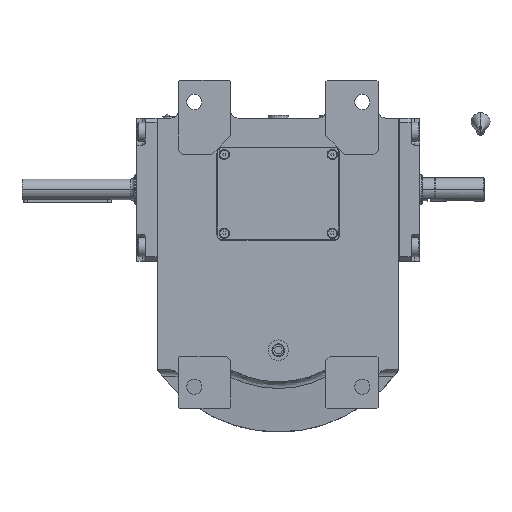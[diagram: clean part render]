
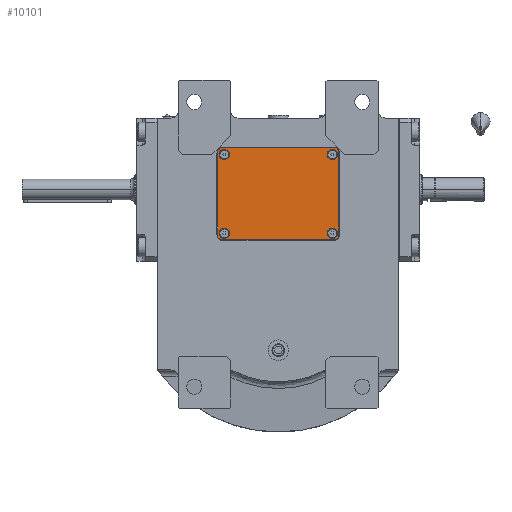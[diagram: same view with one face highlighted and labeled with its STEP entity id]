
A CAD part, front view. The second image highlights one B-rep face of the part: STEP entity #10101.
In plain terms, the highlighted face is planar.
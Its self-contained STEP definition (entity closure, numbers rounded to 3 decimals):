
#18 = ORIENTED_EDGE ( 'NONE', *, *, #16990, .F. ) ;
#115 = EDGE_CURVE ( 'NONE', #5258, #36462, #10067, .T. ) ;
#1466 = VERTEX_POINT ( 'NONE', #25540 ) ;
#1956 = AXIS2_PLACEMENT_3D ( 'NONE', #29635, #58620, #20281 ) ;
#2176 = DIRECTION ( 'NONE',  ( 0.707, -0.707, 0. ) ) ;
#2529 = FACE_BOUND ( 'NONE', #3743, .T. ) ;
#2937 = VERTEX_POINT ( 'NONE', #15288 ) ;
#3318 = CIRCLE ( 'NONE', #16681, 3.5 ) ;
#3743 = EDGE_LOOP ( 'NONE', ( #43857, #20798 ) ) ;
#4569 = DIRECTION ( 'NONE',  ( 0., 0., 1. ) ) ;
#5115 = CARTESIAN_POINT ( 'NONE',  ( 41.5, 29.5, 3. ) ) ;
#5258 = VERTEX_POINT ( 'NONE', #21813 ) ;
#5449 = AXIS2_PLACEMENT_3D ( 'NONE', #37437, #23207, #18020 ) ;
#6224 = CARTESIAN_POINT ( 'NONE',  ( -37., 27., 3. ) ) ;
#6979 = CIRCLE ( 'NONE', #16233, 3.5 ) ;
#6987 = CARTESIAN_POINT ( 'NONE',  ( -41.5, -29.5, 3. ) ) ;
#7928 = DIRECTION ( 'NONE',  ( 0., 0., 1. ) ) ;
#9321 = CARTESIAN_POINT ( 'NONE',  ( 33.5, 27., 3. ) ) ;
#10067 = LINE ( 'NONE', #51218, #24862 ) ;
#10087 = DIRECTION ( 'NONE',  ( 1., 0., 0. ) ) ;
#10101 = ADVANCED_FACE ( 'NONE', ( #17307, #32497, #2529, #36682, #17624 ), #21552, .T. ) ;
#10421 = DIRECTION ( 'NONE',  ( 0., 0., 1. ) ) ;
#10575 = VERTEX_POINT ( 'NONE', #37245 ) ;
#10607 = VECTOR ( 'NONE', #37390, 1000. ) ;
#10959 = CARTESIAN_POINT ( 'NONE',  ( 37., -27., 3. ) ) ;
#11578 = VERTEX_POINT ( 'NONE', #26493 ) ;
#13764 = ORIENTED_EDGE ( 'NONE', *, *, #21817, .F. ) ;
#14104 = VECTOR ( 'NONE', #10087, 1000. ) ;
#14129 = VERTEX_POINT ( 'NONE', #33320 ) ;
#15288 = CARTESIAN_POINT ( 'NONE',  ( -41.5, 29.5, 3. ) ) ;
#15932 = EDGE_CURVE ( 'NONE', #53798, #24262, #36725, .T. ) ;
#16233 = AXIS2_PLACEMENT_3D ( 'NONE', #60374, #31048, #46206 ) ;
#16681 = AXIS2_PLACEMENT_3D ( 'NONE', #60439, #55615, #50784 ) ;
#16795 = VECTOR ( 'NONE', #2176, 1000. ) ;
#16990 = EDGE_CURVE ( 'NONE', #58835, #11578, #25438, .T. ) ;
#17066 = CARTESIAN_POINT ( 'NONE',  ( 39.5, -31.5, 3. ) ) ;
#17307 = FACE_OUTER_BOUND ( 'NONE', #58411, .T. ) ;
#17442 = EDGE_CURVE ( 'NONE', #40162, #22678, #51369, .T. ) ;
#17528 = VERTEX_POINT ( 'NONE', #5115 ) ;
#17591 = CARTESIAN_POINT ( 'NONE',  ( -39.5, 31.5, 3. ) ) ;
#17624 = FACE_BOUND ( 'NONE', #25528, .T. ) ;
#18020 = DIRECTION ( 'NONE',  ( -1., 0., 0. ) ) ;
#20281 = DIRECTION ( 'NONE',  ( 1., 0., 0. ) ) ;
#20798 = ORIENTED_EDGE ( 'NONE', *, *, #33481, .F. ) ;
#21058 = ORIENTED_EDGE ( 'NONE', *, *, #115, .T. ) ;
#21073 = CARTESIAN_POINT ( 'NONE',  ( 37., 27., 3. ) ) ;
#21552 = PLANE ( 'NONE',  #58229 ) ;
#21813 = CARTESIAN_POINT ( 'NONE',  ( 39.5, 31.5, 3. ) ) ;
#21817 = EDGE_CURVE ( 'NONE', #22678, #40162, #33233, .T. ) ;
#22130 = EDGE_CURVE ( 'NONE', #10575, #38420, #60206, .T. ) ;
#22194 = CARTESIAN_POINT ( 'NONE',  ( 0., 0., 3. ) ) ;
#22450 = EDGE_CURVE ( 'NONE', #11578, #58835, #3318, .T. ) ;
#22678 = VERTEX_POINT ( 'NONE', #43030 ) ;
#23207 = DIRECTION ( 'NONE',  ( 0., 0., 1. ) ) ;
#23816 = LINE ( 'NONE', #29623, #48592 ) ;
#24262 = VERTEX_POINT ( 'NONE', #50097 ) ;
#24676 = EDGE_CURVE ( 'NONE', #17528, #5258, #50631, .T. ) ;
#24862 = VECTOR ( 'NONE', #59401, 1000. ) ;
#24912 = LINE ( 'NONE', #59383, #55239 ) ;
#25244 = DIRECTION ( 'NONE',  ( 0., 1., 0. ) ) ;
#25282 = DIRECTION ( 'NONE',  ( 1., 0., 0. ) ) ;
#25283 = CARTESIAN_POINT ( 'NONE',  ( -39.5, -31.5, 3. ) ) ;
#25438 = CIRCLE ( 'NONE', #48052, 3.5 ) ;
#25528 = EDGE_LOOP ( 'NONE', ( #54943, #13764 ) ) ;
#25540 = CARTESIAN_POINT ( 'NONE',  ( 40.5, 27., 3. ) ) ;
#26493 = CARTESIAN_POINT ( 'NONE',  ( 40.5, -27., 3. ) ) ;
#27945 = CARTESIAN_POINT ( 'NONE',  ( -37., 27., 3. ) ) ;
#28554 = CARTESIAN_POINT ( 'NONE',  ( 33.5, -27., 3. ) ) ;
#29623 = CARTESIAN_POINT ( 'NONE',  ( -39.5, 31.5, 3. ) ) ;
#29635 = CARTESIAN_POINT ( 'NONE',  ( -37., -27., 3. ) ) ;
#30302 = EDGE_CURVE ( 'NONE', #24262, #17528, #24912, .T. ) ;
#30796 = ORIENTED_EDGE ( 'NONE', *, *, #30302, .T. ) ;
#30956 = EDGE_CURVE ( 'NONE', #38420, #53798, #45252, .T. ) ;
#31048 = DIRECTION ( 'NONE',  ( 0., 0., 1. ) ) ;
#32102 = VERTEX_POINT ( 'NONE', #39133 ) ;
#32497 = FACE_BOUND ( 'NONE', #50824, .T. ) ;
#33180 = CARTESIAN_POINT ( 'NONE',  ( -41.5, 29.5, 3. ) ) ;
#33233 = CIRCLE ( 'NONE', #5449, 3.5 ) ;
#33320 = CARTESIAN_POINT ( 'NONE',  ( -40.5, 27., 3. ) ) ;
#33481 = EDGE_CURVE ( 'NONE', #14129, #32102, #55542, .T. ) ;
#35178 = DIRECTION ( 'NONE',  ( -0.707, 0.707, 0. ) ) ;
#36367 = DIRECTION ( 'NONE',  ( 0., 0., 1. ) ) ;
#36462 = VERTEX_POINT ( 'NONE', #17591 ) ;
#36682 = FACE_BOUND ( 'NONE', #52491, .T. ) ;
#36725 = LINE ( 'NONE', #61225, #43900 ) ;
#37245 = CARTESIAN_POINT ( 'NONE',  ( -41.5, -29.5, 3. ) ) ;
#37390 = DIRECTION ( 'NONE',  ( 0., -1., 0. ) ) ;
#37437 = CARTESIAN_POINT ( 'NONE',  ( -37., -27., 3. ) ) ;
#37707 = CARTESIAN_POINT ( 'NONE',  ( -33.5, -27., 3. ) ) ;
#37874 = EDGE_CURVE ( 'NONE', #32102, #14129, #56807, .T. ) ;
#38228 = DIRECTION ( 'NONE',  ( 1., 0., 0. ) ) ;
#38365 = AXIS2_PLACEMENT_3D ( 'NONE', #21073, #54586, #25282 ) ;
#38420 = VERTEX_POINT ( 'NONE', #48159 ) ;
#38657 = ORIENTED_EDGE ( 'NONE', *, *, #52191, .F. ) ;
#39133 = CARTESIAN_POINT ( 'NONE',  ( -33.5, 27., 3. ) ) ;
#39792 = DIRECTION ( 'NONE',  ( -1., 0., 0. ) ) ;
#40162 = VERTEX_POINT ( 'NONE', #37707 ) ;
#40180 = EDGE_CURVE ( 'NONE', #2937, #10575, #53166, .T. ) ;
#40356 = ORIENTED_EDGE ( 'NONE', *, *, #30956, .T. ) ;
#43030 = CARTESIAN_POINT ( 'NONE',  ( -40.5, -27., 3. ) ) ;
#43857 = ORIENTED_EDGE ( 'NONE', *, *, #37874, .F. ) ;
#43900 = VECTOR ( 'NONE', #46747, 1000. ) ;
#44574 = CIRCLE ( 'NONE', #38365, 3.5 ) ;
#44854 = ORIENTED_EDGE ( 'NONE', *, *, #24676, .T. ) ;
#45252 = LINE ( 'NONE', #25283, #14104 ) ;
#46206 = DIRECTION ( 'NONE',  ( -1., 0., 0. ) ) ;
#46747 = DIRECTION ( 'NONE',  ( 0.707, 0.707, 0. ) ) ;
#47332 = ORIENTED_EDGE ( 'NONE', *, *, #22450, .F. ) ;
#47789 = ORIENTED_EDGE ( 'NONE', *, *, #61218, .T. ) ;
#48052 = AXIS2_PLACEMENT_3D ( 'NONE', #10959, #4569, #55146 ) ;
#48159 = CARTESIAN_POINT ( 'NONE',  ( -39.5, -31.5, 3. ) ) ;
#48313 = DIRECTION ( 'NONE',  ( -0.707, -0.707, 0. ) ) ;
#48592 = VECTOR ( 'NONE', #48313, 1000. ) ;
#50097 = CARTESIAN_POINT ( 'NONE',  ( 41.5, -29.5, 3. ) ) ;
#50631 = LINE ( 'NONE', #55779, #53882 ) ;
#50784 = DIRECTION ( 'NONE',  ( 1., 0., 0. ) ) ;
#50824 = EDGE_LOOP ( 'NONE', ( #38657, #60463 ) ) ;
#51218 = CARTESIAN_POINT ( 'NONE',  ( 39.5, 31.5, 3. ) ) ;
#51369 = CIRCLE ( 'NONE', #1956, 3.5 ) ;
#52191 = EDGE_CURVE ( 'NONE', #1466, #58607, #44574, .T. ) ;
#52491 = EDGE_LOOP ( 'NONE', ( #47332, #18 ) ) ;
#53166 = LINE ( 'NONE', #33180, #10607 ) ;
#53727 = AXIS2_PLACEMENT_3D ( 'NONE', #27945, #7928, #38228 ) ;
#53798 = VERTEX_POINT ( 'NONE', #17066 ) ;
#53882 = VECTOR ( 'NONE', #35178, 1000. ) ;
#53894 = ORIENTED_EDGE ( 'NONE', *, *, #15932, .T. ) ;
#54228 = ORIENTED_EDGE ( 'NONE', *, *, #40180, .T. ) ;
#54586 = DIRECTION ( 'NONE',  ( 0., 0., 1. ) ) ;
#54943 = ORIENTED_EDGE ( 'NONE', *, *, #17442, .F. ) ;
#54950 = EDGE_CURVE ( 'NONE', #58607, #1466, #6979, .T. ) ;
#55146 = DIRECTION ( 'NONE',  ( -1., 0., 0. ) ) ;
#55239 = VECTOR ( 'NONE', #25244, 1000. ) ;
#55542 = CIRCLE ( 'NONE', #58617, 3.5 ) ;
#55615 = DIRECTION ( 'NONE',  ( 0., 0., 1. ) ) ;
#55779 = CARTESIAN_POINT ( 'NONE',  ( 41.5, 29.5, 3. ) ) ;
#56038 = DIRECTION ( 'NONE',  ( 1., 0., 0. ) ) ;
#56807 = CIRCLE ( 'NONE', #53727, 3.5 ) ;
#58229 = AXIS2_PLACEMENT_3D ( 'NONE', #22194, #36367, #56038 ) ;
#58411 = EDGE_LOOP ( 'NONE', ( #30796, #44854, #21058, #47789, #54228, #59097, #40356, #53894 ) ) ;
#58607 = VERTEX_POINT ( 'NONE', #9321 ) ;
#58617 = AXIS2_PLACEMENT_3D ( 'NONE', #6224, #10421, #39792 ) ;
#58620 = DIRECTION ( 'NONE',  ( 0., 0., 1. ) ) ;
#58835 = VERTEX_POINT ( 'NONE', #28554 ) ;
#59097 = ORIENTED_EDGE ( 'NONE', *, *, #22130, .T. ) ;
#59383 = CARTESIAN_POINT ( 'NONE',  ( 41.5, -29.5, 3. ) ) ;
#59401 = DIRECTION ( 'NONE',  ( -1., 0., 0. ) ) ;
#60206 = LINE ( 'NONE', #6987, #16795 ) ;
#60374 = CARTESIAN_POINT ( 'NONE',  ( 37., 27., 3. ) ) ;
#60439 = CARTESIAN_POINT ( 'NONE',  ( 37., -27., 3. ) ) ;
#60463 = ORIENTED_EDGE ( 'NONE', *, *, #54950, .F. ) ;
#61218 = EDGE_CURVE ( 'NONE', #36462, #2937, #23816, .T. ) ;
#61225 = CARTESIAN_POINT ( 'NONE',  ( 39.5, -31.5, 3. ) ) ;
